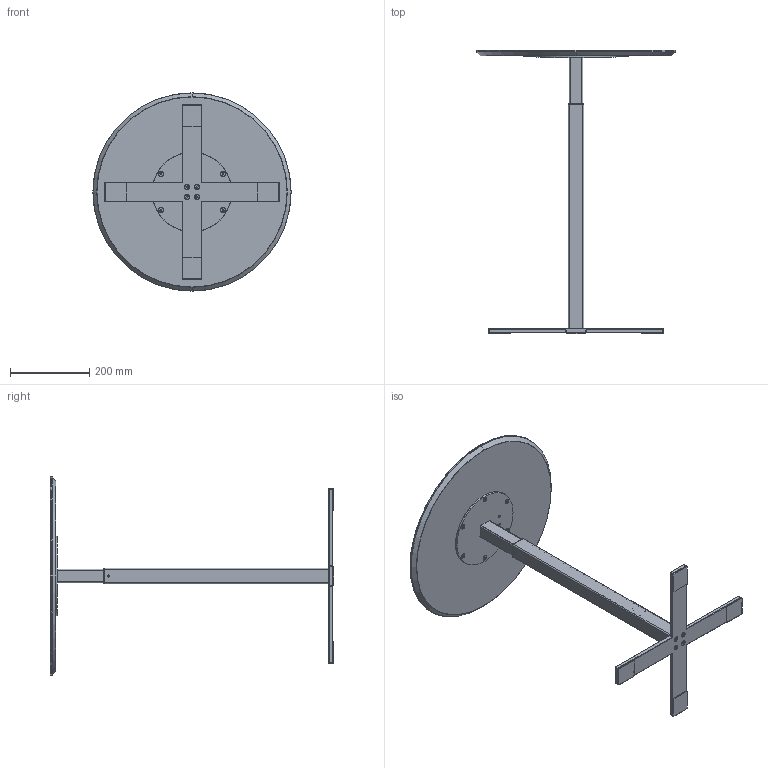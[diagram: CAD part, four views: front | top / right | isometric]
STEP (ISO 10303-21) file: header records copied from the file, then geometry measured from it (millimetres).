
FILE_DESCRIPTION (( 'STEP AP203' ), '1' );
FILE_NAME ('50311x6_Bord ø500, pelarstativ gas 440 Stå_Sitt, knapp.STEP', '2019-03-04T09:15:29', ( '' ), ( '' ), 'SwSTEP 2.0', 'SolidWorks 2017', '' );
FILE_SCHEMA (( 'CONFIG_CONTROL_DESIGN' ));
Length unit declared in the file: millimetre
Products named in the file (1): 50311x6_Bord ø500, pelarstativ gas 440 Stå_Sitt, knapp
Bounding box: 500 x 714.4 x 500 mm (x, y, z)
Surface area: 759699.9 mm2 (no closed solid volume)
Topology: 0 solids, 33 shells, 256 faces, 832 edges, 592 vertices
Faces by surface type: plane 109, cylinder 101, cone 22, torus 12, sphere 8, bspline 4
Entity records: 9241 total; most frequent: CARTESIAN_POINT 1781, DIRECTION 1669, ORIENTED_EDGE 1233, EDGE_CURVE 824, AXIS2_PLACEMENT_3D 608, VERTEX_POINT 592, LINE 453, VECTOR 453
